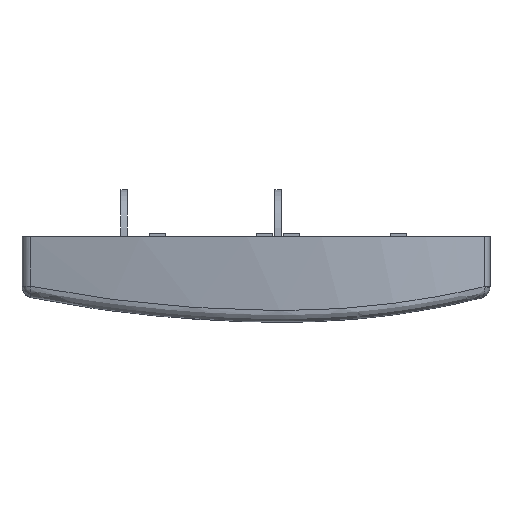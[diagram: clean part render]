
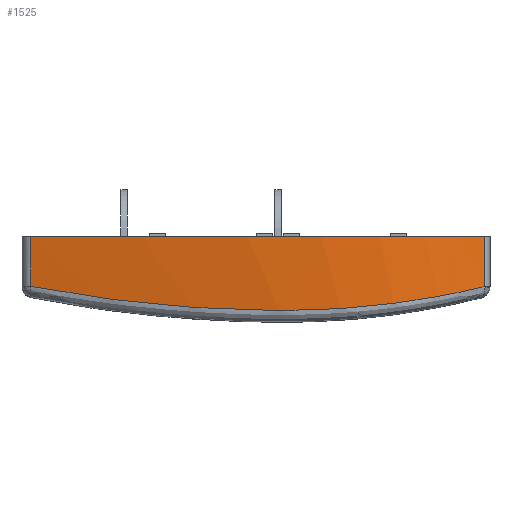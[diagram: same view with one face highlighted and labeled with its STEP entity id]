
A CAD part, left-side view. The second image highlights one B-rep face of the part: STEP entity #1525.
In plain terms, the highlighted free-form (B-spline) face has degree [3, 1] with [14, 2] control points.
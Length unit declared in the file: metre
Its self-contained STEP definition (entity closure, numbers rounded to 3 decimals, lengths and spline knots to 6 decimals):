
#59=B_SPLINE_SURFACE_WITH_KNOTS('',3,1,((#2489,#2490),(#2491,#2492),(#2493,
#2494),(#2495,#2496),(#2497,#2498),(#2499,#2500),(#2501,#2502),(#2503,#2504),
(#2505,#2506),(#2507,#2508),(#2509,#2510),(#2511,#2512),(#2513,#2514),(#2515,
#2516)),.SURF_OF_LINEAR_EXTRUSION.,.F.,.F.,.F.,(4,1,1,1,1,1,1,1,1,1,1,4),
(2,2),(0.019969,0.140463,0.260958,0.381452,
0.441699,0.501946,0.562193,0.62244,
0.682688,0.742935,0.863429,0.983923),
(0.,1.),.UNSPECIFIED.);
#63=B_SPLINE_CURVE_WITH_KNOTS('',3,(#2200,#2201,#2202,#2203,#2204),
 .UNSPECIFIED.,.F.,.F.,(4,1,4),(0.,0.561151,1.),.UNSPECIFIED.);
#74=B_SPLINE_CURVE_WITH_KNOTS('',3,(#2519,#2520,#2521,#2522,#2523,#2524,
#2525,#2526,#2527,#2528,#2529,#2530,#2531,#2532,#2533,#2534),
 .UNSPECIFIED.,.F.,.F.,(4,1,1,1,1,1,1,1,1,1,1,1,1,4),(0.,0.027534,
0.055067,0.082601,0.096368,0.110134,
0.137668,0.151435,0.165202,0.178968,
0.185852,0.192735,0.206502,0.220269),
 .UNSPECIFIED.);
#113=LINE('',#2517,#222);
#114=LINE('',#2536,#223);
#222=VECTOR('',#1836,1.);
#223=VECTOR('',#1837,1.);
#366=ORIENTED_EDGE('',*,*,#747,.F.);
#367=ORIENTED_EDGE('',*,*,#786,.T.);
#368=ORIENTED_EDGE('',*,*,#787,.T.);
#369=ORIENTED_EDGE('',*,*,#788,.T.);
#747=EDGE_CURVE('',#960,#961,#63,.T.);
#786=EDGE_CURVE('',#960,#994,#113,.T.);
#787=EDGE_CURVE('',#994,#995,#74,.T.);
#788=EDGE_CURVE('',#995,#961,#114,.F.);
#960=VERTEX_POINT('',#2199);
#961=VERTEX_POINT('',#2205);
#994=VERTEX_POINT('',#2518);
#995=VERTEX_POINT('',#2535);
#1185=EDGE_LOOP('',(#366,#367,#368,#369));
#1337=FACE_BOUND('',#1185,.T.);
#1525=ADVANCED_FACE('',(#1337),#59,.F.);
#1836=DIRECTION('',(0.,0.,-1.));
#1837=DIRECTION('',(0.,0.,-1.));
#2199=CARTESIAN_POINT('',(-0.001077,-0.00417,0.021336));
#2200=CARTESIAN_POINT('',(0.,0.,0.021336));
#2201=CARTESIAN_POINT('',(-0.010057,-0.038423,0.021336));
#2202=CARTESIAN_POINT('',(-0.029587,-0.13956,0.021336));
#2203=CARTESIAN_POINT('',(-0.017924,-0.195308,0.021336));
#2204=CARTESIAN_POINT('',(-0.003035,-0.220729,0.021336));
#2205=CARTESIAN_POINT('',(-0.004632,-0.217938,0.021336));
#2489=CARTESIAN_POINT('',(-0.001077,-0.00417,0.021336));
#2490=CARTESIAN_POINT('',(-0.001077,-0.00417,-0.014188));
#2491=CARTESIAN_POINT('',(-0.003247,-0.012692,0.021336));
#2492=CARTESIAN_POINT('',(-0.003247,-0.012692,-0.014188));
#2493=CARTESIAN_POINT('',(-0.007636,-0.031319,0.021336));
#2494=CARTESIAN_POINT('',(-0.007636,-0.031319,-0.014188));
#2495=CARTESIAN_POINT('',(-0.013726,-0.062071,0.021336));
#2496=CARTESIAN_POINT('',(-0.013726,-0.062071,-0.014188));
#2497=CARTESIAN_POINT('',(-0.017859,-0.088426,0.021336));
#2498=CARTESIAN_POINT('',(-0.017859,-0.088426,-0.014188));
#2499=CARTESIAN_POINT('',(-0.020282,-0.108978,0.021336));
#2500=CARTESIAN_POINT('',(-0.020282,-0.108978,-0.014188));
#2501=CARTESIAN_POINT('',(-0.021578,-0.123884,0.021336));
#2502=CARTESIAN_POINT('',(-0.021578,-0.123884,-0.014188));
#2503=CARTESIAN_POINT('',(-0.022273,-0.138038,0.021336));
#2504=CARTESIAN_POINT('',(-0.022273,-0.138038,-0.014188));
#2505=CARTESIAN_POINT('',(-0.022287,-0.151204,0.021336));
#2506=CARTESIAN_POINT('',(-0.022287,-0.151204,-0.014188));
#2507=CARTESIAN_POINT('',(-0.021563,-0.163535,0.021336));
#2508=CARTESIAN_POINT('',(-0.021563,-0.163535,-0.014188));
#2509=CARTESIAN_POINT('',(-0.019534,-0.179062,0.021336));
#2510=CARTESIAN_POINT('',(-0.019534,-0.179062,-0.014188));
#2511=CARTESIAN_POINT('',(-0.014859,-0.197137,0.021336));
#2512=CARTESIAN_POINT('',(-0.014859,-0.197137,-0.014188));
#2513=CARTESIAN_POINT('',(-0.008525,-0.210974,0.021336));
#2514=CARTESIAN_POINT('',(-0.008525,-0.210974,-0.014188));
#2515=CARTESIAN_POINT('',(-0.004632,-0.217938,0.021336));
#2516=CARTESIAN_POINT('',(-0.004632,-0.217938,-0.014188));
#2517=CARTESIAN_POINT('',(-0.001077,-0.00417,0.021336));
#2518=CARTESIAN_POINT('',(-0.001077,-0.00417,-0.002136));
#2519=CARTESIAN_POINT('',(-0.001077,-0.00417,-0.002136));
#2520=CARTESIAN_POINT('',(-0.003302,-0.012907,-0.003913));
#2521=CARTESIAN_POINT('',(-0.007431,-0.030537,-0.006917));
#2522=CARTESIAN_POINT('',(-0.012818,-0.057369,-0.010262));
#2523=CARTESIAN_POINT('',(-0.016567,-0.079909,-0.01217));
#2524=CARTESIAN_POINT('',(-0.019024,-0.098053,-0.013143));
#2525=CARTESIAN_POINT('',(-0.021052,-0.11632,-0.013716));
#2526=CARTESIAN_POINT('',(-0.022311,-0.13459,-0.013591));
#2527=CARTESIAN_POINT('',(-0.022261,-0.15274,-0.012579));
#2528=CARTESIAN_POINT('',(-0.021327,-0.166303,-0.011359));
#2529=CARTESIAN_POINT('',(-0.019595,-0.177543,-0.009957));
#2530=CARTESIAN_POINT('',(-0.017499,-0.186519,-0.008603));
#2531=CARTESIAN_POINT('',(-0.014952,-0.195283,-0.007129));
#2532=CARTESIAN_POINT('',(-0.010922,-0.20587,-0.005083));
#2533=CARTESIAN_POINT('',(-0.006851,-0.213969,-0.003259));
#2534=CARTESIAN_POINT('',(-0.004632,-0.217938,-0.002307));
#2535=CARTESIAN_POINT('',(-0.004632,-0.217938,-0.002307));
#2536=CARTESIAN_POINT('',(-0.004632,-0.217938,-0.007339));
